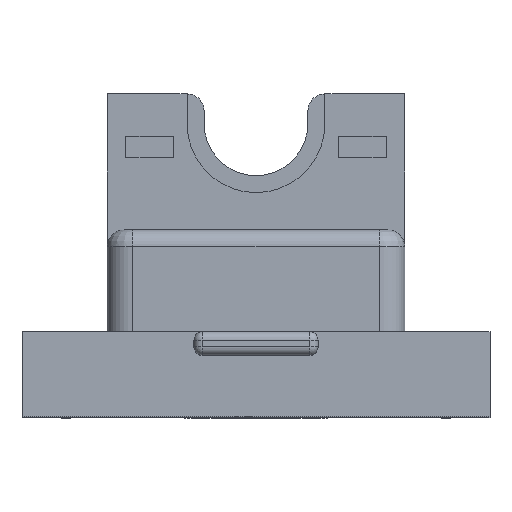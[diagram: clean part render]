
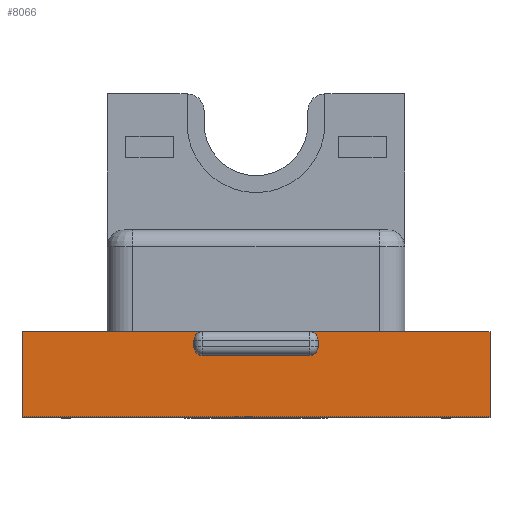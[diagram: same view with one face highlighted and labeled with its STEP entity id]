
A CAD part, top view. The second image highlights one B-rep face of the part: STEP entity #8066.
In plain terms, the highlighted planar face has unit normal (0, 0, 1).
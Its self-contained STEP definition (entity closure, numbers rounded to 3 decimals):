
#3521=CARTESIAN_POINT('Vertex',(-27.5,10.,46.5)) ;
#3549=CARTESIAN_POINT('Vertex',(-27.5,0.,46.5)) ;
#3552=CARTESIAN_POINT('Line Origine',(-27.5,5.,46.5)) ;
#3576=CARTESIAN_POINT('Vertex',(27.5,10.,46.5)) ;
#3581=CARTESIAN_POINT('Line Origine',(27.5,5.,46.5)) ;
#3585=CARTESIAN_POINT('Vertex',(27.5,0.,46.5)) ;
#7965=CARTESIAN_POINT('Axis2P3D Location',(27.5,0.,46.5)) ;
#7970=CARTESIAN_POINT('Line Origine',(-17.4,10.,46.5)) ;
#7974=CARTESIAN_POINT('Vertex',(-7.3,10.,46.5)) ;
#7977=CARTESIAN_POINT('Line Origine',(0.,0.,46.5)) ;
#7982=CARTESIAN_POINT('Line Origine',(17.4,10.,46.5)) ;
#7986=CARTESIAN_POINT('Vertex',(7.3,10.,46.5)) ;
#7989=CARTESIAN_POINT('Line Origine',(6.8,10.,46.5)) ;
#7993=CARTESIAN_POINT('Vertex',(6.3,10.,46.5)) ;
#7996=CARTESIAN_POINT('Axis2P3D Location',(6.3,9.,46.5)) ;
#8000=CARTESIAN_POINT('Vertex',(7.3,9.,46.5)) ;
#8003=CARTESIAN_POINT('Line Origine',(7.3,8.6,46.5)) ;
#8007=CARTESIAN_POINT('Vertex',(7.3,8.2,46.5)) ;
#8010=CARTESIAN_POINT('Axis2P3D Location',(6.3,8.2,46.5)) ;
#8014=CARTESIAN_POINT('Vertex',(6.3,7.2,46.5)) ;
#8017=CARTESIAN_POINT('Line Origine',(0.,7.2,46.5)) ;
#8021=CARTESIAN_POINT('Vertex',(-6.3,7.2,46.5)) ;
#8024=CARTESIAN_POINT('Axis2P3D Location',(-6.3,8.2,46.5)) ;
#8028=CARTESIAN_POINT('Vertex',(-7.3,8.2,46.5)) ;
#8031=CARTESIAN_POINT('Line Origine',(-7.3,8.6,46.5)) ;
#8035=CARTESIAN_POINT('Vertex',(-7.3,9.,46.5)) ;
#8038=CARTESIAN_POINT('Axis2P3D Location',(-6.3,9.,46.5)) ;
#8042=CARTESIAN_POINT('Vertex',(-6.3,10.,46.5)) ;
#8045=CARTESIAN_POINT('Line Origine',(-6.8,10.,46.5)) ;
#3553=DIRECTION('Vector Direction',(0.,1.,0.)) ;
#3582=DIRECTION('Vector Direction',(0.,1.,0.)) ;
#7966=DIRECTION('Axis2P3D Direction',(0.,0.,-1.)) ;
#7967=DIRECTION('Axis2P3D XDirection',(-1.,0.,0.)) ;
#7971=DIRECTION('Vector Direction',(-1.,0.,0.)) ;
#7978=DIRECTION('Vector Direction',(-1.,0.,0.)) ;
#7983=DIRECTION('Vector Direction',(-1.,0.,0.)) ;
#7990=DIRECTION('Vector Direction',(-1.,0.,0.)) ;
#7997=DIRECTION('Axis2P3D Direction',(0.,0.,-1.)) ;
#8004=DIRECTION('Vector Direction',(0.,1.,0.)) ;
#8011=DIRECTION('Axis2P3D Direction',(0.,0.,-1.)) ;
#8018=DIRECTION('Vector Direction',(-1.,0.,0.)) ;
#8025=DIRECTION('Axis2P3D Direction',(0.,0.,-1.)) ;
#8032=DIRECTION('Vector Direction',(0.,-1.,0.)) ;
#8039=DIRECTION('Axis2P3D Direction',(0.,0.,-1.)) ;
#8046=DIRECTION('Vector Direction',(-1.,0.,0.)) ;
#7968=AXIS2_PLACEMENT_3D('Plane Axis2P3D',#7965,#7966,#7967) ;
#7998=AXIS2_PLACEMENT_3D('Circle Axis2P3D',#7996,#7997,$) ;
#8012=AXIS2_PLACEMENT_3D('Circle Axis2P3D',#8010,#8011,$) ;
#8026=AXIS2_PLACEMENT_3D('Circle Axis2P3D',#8024,#8025,$) ;
#8040=AXIS2_PLACEMENT_3D('Circle Axis2P3D',#8038,#8039,$) ;
#8051=ORIENTED_EDGE('',*,*,#7976,.F.) ;
#8052=ORIENTED_EDGE('',*,*,#3556,.F.) ;
#8053=ORIENTED_EDGE('',*,*,#7981,.T.) ;
#8054=ORIENTED_EDGE('',*,*,#3587,.T.) ;
#8055=ORIENTED_EDGE('',*,*,#7988,.F.) ;
#8056=ORIENTED_EDGE('',*,*,#7995,.T.) ;
#8057=ORIENTED_EDGE('',*,*,#8002,.F.) ;
#8058=ORIENTED_EDGE('',*,*,#8009,.F.) ;
#8059=ORIENTED_EDGE('',*,*,#8016,.F.) ;
#8060=ORIENTED_EDGE('',*,*,#8023,.F.) ;
#8061=ORIENTED_EDGE('',*,*,#8030,.F.) ;
#8062=ORIENTED_EDGE('',*,*,#8037,.F.) ;
#8063=ORIENTED_EDGE('',*,*,#8044,.F.) ;
#8064=ORIENTED_EDGE('',*,*,#8049,.T.) ;
#3554=VECTOR('Line Direction',#3553,1.) ;
#3583=VECTOR('Line Direction',#3582,1.) ;
#7972=VECTOR('Line Direction',#7971,1.) ;
#7979=VECTOR('Line Direction',#7978,1.) ;
#7984=VECTOR('Line Direction',#7983,1.) ;
#7991=VECTOR('Line Direction',#7990,1.) ;
#8005=VECTOR('Line Direction',#8004,1.) ;
#8019=VECTOR('Line Direction',#8018,1.) ;
#8033=VECTOR('Line Direction',#8032,1.) ;
#8047=VECTOR('Line Direction',#8046,1.) ;
#8066=ADVANCED_FACE('Corps principal',(#8065),#7969,.F.) ;
#7999=CIRCLE('generated circle',#7998,1.) ;
#8013=CIRCLE('generated circle',#8012,1.) ;
#8027=CIRCLE('generated circle',#8026,1.) ;
#8041=CIRCLE('generated circle',#8040,1.) ;
#3556=EDGE_CURVE('',#3550,#3522,#3555,.T.) ;
#3587=EDGE_CURVE('',#3586,#3577,#3584,.T.) ;
#7976=EDGE_CURVE('',#3522,#7975,#7973,.F.) ;
#7981=EDGE_CURVE('',#3550,#3586,#7980,.F.) ;
#7988=EDGE_CURVE('',#7987,#3577,#7985,.F.) ;
#7995=EDGE_CURVE('',#7987,#7994,#7992,.T.) ;
#8002=EDGE_CURVE('',#8001,#7994,#7999,.F.) ;
#8009=EDGE_CURVE('',#8008,#8001,#8006,.T.) ;
#8016=EDGE_CURVE('',#8015,#8008,#8013,.F.) ;
#8023=EDGE_CURVE('',#8022,#8015,#8020,.F.) ;
#8030=EDGE_CURVE('',#8029,#8022,#8027,.F.) ;
#8037=EDGE_CURVE('',#8036,#8029,#8034,.T.) ;
#8044=EDGE_CURVE('',#8043,#8036,#8041,.F.) ;
#8049=EDGE_CURVE('',#8043,#7975,#8048,.T.) ;
#8050=EDGE_LOOP('',(#8051,#8052,#8053,#8054,#8055,#8056,#8057,#8058,#8059,#8060,#8061,#8062,#8063,#8064)) ;
#8065=FACE_OUTER_BOUND('',#8050,.T.) ;
#3555=LINE('Line',#3552,#3554) ;
#3584=LINE('Line',#3581,#3583) ;
#7973=LINE('Line',#7970,#7972) ;
#7980=LINE('Line',#7977,#7979) ;
#7985=LINE('Line',#7982,#7984) ;
#7992=LINE('Line',#7989,#7991) ;
#8006=LINE('Line',#8003,#8005) ;
#8020=LINE('Line',#8017,#8019) ;
#8034=LINE('Line',#8031,#8033) ;
#8048=LINE('Line',#8045,#8047) ;
#7969=PLANE('',#7968) ;
#3522=VERTEX_POINT('',#3521) ;
#3550=VERTEX_POINT('',#3549) ;
#3577=VERTEX_POINT('',#3576) ;
#3586=VERTEX_POINT('',#3585) ;
#7975=VERTEX_POINT('',#7974) ;
#7987=VERTEX_POINT('',#7986) ;
#7994=VERTEX_POINT('',#7993) ;
#8001=VERTEX_POINT('',#8000) ;
#8008=VERTEX_POINT('',#8007) ;
#8015=VERTEX_POINT('',#8014) ;
#8022=VERTEX_POINT('',#8021) ;
#8029=VERTEX_POINT('',#8028) ;
#8036=VERTEX_POINT('',#8035) ;
#8043=VERTEX_POINT('',#8042) ;
